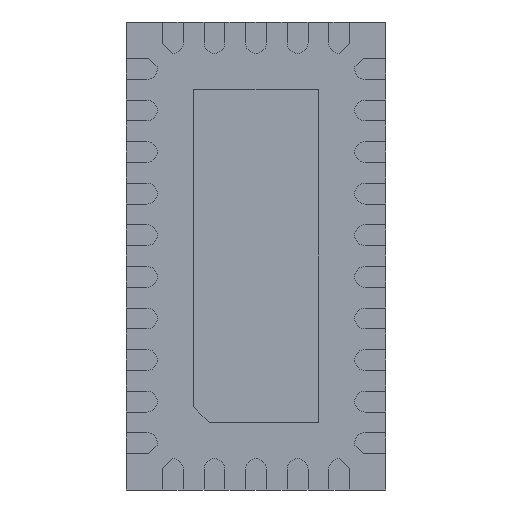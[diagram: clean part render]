
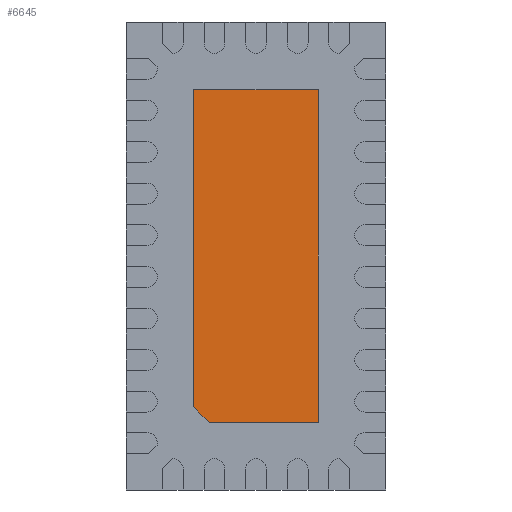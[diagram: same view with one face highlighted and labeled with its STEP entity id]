
A CAD part, front view. The second image highlights one B-rep face of the part: STEP entity #6645.
In plain terms, the highlighted planar face has unit normal (0, -1, 0).
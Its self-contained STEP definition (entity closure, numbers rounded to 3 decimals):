
#201 = VERTEX_POINT ( 'NONE', #3796 ) ;
#435 = LINE ( 'NONE', #535, #7422 ) ;
#535 = CARTESIAN_POINT ( 'NONE',  ( 0.6, 0., 1.6 ) ) ;
#641 = LINE ( 'NONE', #1813, #9195 ) ;
#1547 = EDGE_CURVE ( 'NONE', #4704, #201, #641, .T. ) ;
#1813 = CARTESIAN_POINT ( 'NONE',  ( -0.6, 0., -1.45 ) ) ;
#2247 = DIRECTION ( 'NONE',  ( -1., 0., 0. ) ) ;
#2890 = CARTESIAN_POINT ( 'NONE',  ( -0.45, 0., -1.6 ) ) ;
#2921 = VERTEX_POINT ( 'NONE', #5336 ) ;
#3647 = CARTESIAN_POINT ( 'NONE',  ( 0.6, 0., 1.6 ) ) ;
#3726 = DIRECTION ( 'NONE',  ( 1., 0., 0. ) ) ;
#3793 = DIRECTION ( 'NONE',  ( 0., -1., 0. ) ) ;
#3796 = CARTESIAN_POINT ( 'NONE',  ( -0.45, 0., -1.6 ) ) ;
#3802 = EDGE_LOOP ( 'NONE', ( #4111, #8870, #4877, #7340, #7257 ) ) ;
#3906 = DIRECTION ( 'NONE',  ( 0., 0., -1. ) ) ;
#3963 = LINE ( 'NONE', #7139, #9668 ) ;
#4111 = ORIENTED_EDGE ( 'NONE', *, *, #9907, .T. ) ;
#4449 = EDGE_CURVE ( 'NONE', #2921, #4704, #3963, .T. ) ;
#4691 = VERTEX_POINT ( 'NONE', #5068 ) ;
#4704 = VERTEX_POINT ( 'NONE', #5915 ) ;
#4877 = ORIENTED_EDGE ( 'NONE', *, *, #10018, .T. ) ;
#5001 = DIRECTION ( 'NONE',  ( 0., 0., 1. ) ) ;
#5068 = CARTESIAN_POINT ( 'NONE',  ( 0.6, 0., -1.6 ) ) ;
#5336 = CARTESIAN_POINT ( 'NONE',  ( -0.6, 0., 1.6 ) ) ;
#5850 = EDGE_CURVE ( 'NONE', #4691, #9901, #7567, .T. ) ;
#5915 = CARTESIAN_POINT ( 'NONE',  ( -0.6, 0., -1.45 ) ) ;
#6645 = ADVANCED_FACE ( 'NONE', ( #7666 ), #8755, .T. ) ;
#6649 = CARTESIAN_POINT ( 'NONE',  ( 0.6, 0., -1.6 ) ) ;
#6906 = VECTOR ( 'NONE', #3726, 1000. ) ;
#7139 = CARTESIAN_POINT ( 'NONE',  ( -0.6, 0., 1.6 ) ) ;
#7246 = DIRECTION ( 'NONE',  ( 0., 0., -1. ) ) ;
#7257 = ORIENTED_EDGE ( 'NONE', *, *, #1547, .T. ) ;
#7340 = ORIENTED_EDGE ( 'NONE', *, *, #4449, .T. ) ;
#7422 = VECTOR ( 'NONE', #2247, 1000. ) ;
#7567 = LINE ( 'NONE', #6649, #9915 ) ;
#7666 = FACE_OUTER_BOUND ( 'NONE', #3802, .T. ) ;
#8211 = LINE ( 'NONE', #2890, #6906 ) ;
#8398 = DIRECTION ( 'NONE',  ( 0.707, 0., -0.707 ) ) ;
#8501 = AXIS2_PLACEMENT_3D ( 'NONE', #8900, #3793, #3906 ) ;
#8755 = PLANE ( 'NONE',  #8501 ) ;
#8870 = ORIENTED_EDGE ( 'NONE', *, *, #5850, .T. ) ;
#8900 = CARTESIAN_POINT ( 'NONE',  ( 0., 0., 0. ) ) ;
#9195 = VECTOR ( 'NONE', #8398, 1000. ) ;
#9668 = VECTOR ( 'NONE', #7246, 1000. ) ;
#9901 = VERTEX_POINT ( 'NONE', #3647 ) ;
#9907 = EDGE_CURVE ( 'NONE', #201, #4691, #8211, .T. ) ;
#9915 = VECTOR ( 'NONE', #5001, 1000. ) ;
#10018 = EDGE_CURVE ( 'NONE', #9901, #2921, #435, .T. ) ;
